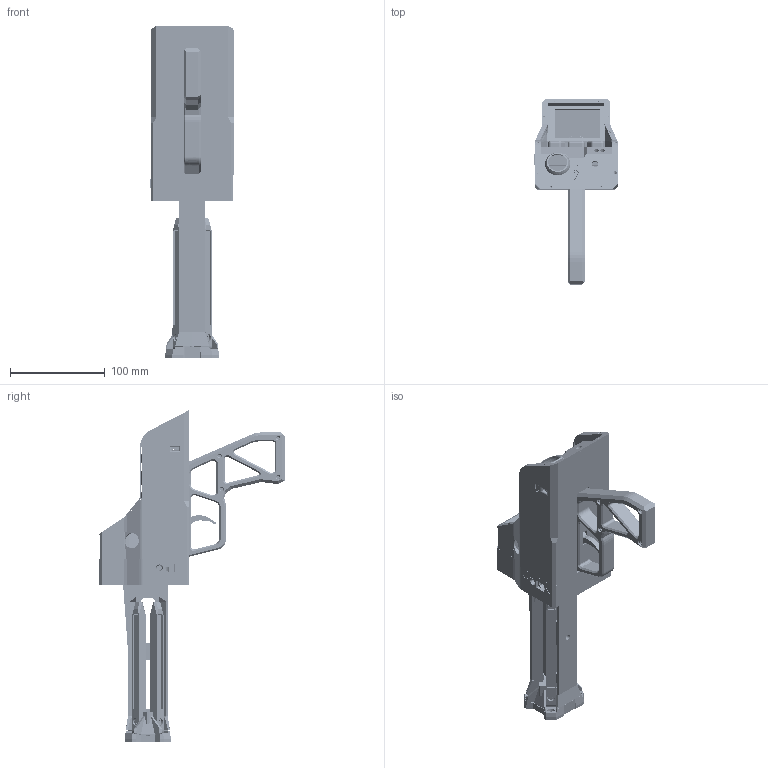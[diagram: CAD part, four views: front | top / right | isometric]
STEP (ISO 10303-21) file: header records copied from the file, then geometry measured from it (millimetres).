
FILE_DESCRIPTION(/* description */ (''),/* implementation_level */ '2;1');
FILE_NAME(/* name */ 'wattson v163.step',/* time_stamp */ '2024-03-13T19:12:12-04:00',/* author */ (''),/* organization */ (''),/* preprocessor_version */ 'ST-DEVELOPER v20',/* originating_system */ 'Autodesk Translation Framework v12.20.1.177',/* authorisation */ '');
FILE_SCHEMA (('AUTOMOTIVE_DESIGN { 1 0 10303 214 3 1 1 }'));
Products named in the file (25): wattson; Main Body; Door; Top Plate; Bolt; Buttons; Top Case; Body Trim; Base Case; Battery; Battery Door; Handle; Trigger; Screw; Pull; Button; Mount; Grip; Shaft; Main Shaft; Outer Shell; Inner Support; Shaft Screw; Clamps; Arms
Assembly tree (24 placements, depth 5):
  wattson
    Main Body
      Door
      Top Plate
        Bolt
        Buttons
        Top Case
      Body Trim
      Base Case
        Battery
          Battery Door
    Handle
      Trigger
        Screw
        Pull
        Button
          Mount
      Grip
    Shaft
      Main Shaft
        Outer Shell
        Inner Support
          Shaft Screw
      Clamps
      Arms
Bounding box: 87.46 x 195 x 349.72 mm (x, y, z)
Volume: 420404.6 mm3; surface area: 324948.5 mm2
Topology: 36 solids, 37 shells, 3692 faces, 10133 edges, 6667 vertices
Faces by surface type: cylinder 1672, plane 1645, bspline 295, cone 62, torus 14, sphere 4
Full cylindrical faces by diameter (mm): 1.623 x110, 1.7 x28, 2.074 x86, 2.075 x113, 2.58 x65, 3 x25, 3.1 x4, 3.2 x4, 3.3 x5, 3.5 x2, 4 x30, 4.2 x7, 4.5 x4, 5 x1, 5.4 x2, 6 x22, 6.2 x4, 6.4 x4, 6.446 x7, 6.696 x6, 6.9 x1, 7 x9, 7.5 x1, 7.616 x5, 7.866 x7, 8 x17, 9 x1, 10 x7, 16.15 x1, 18 x1
Entity records: 197344 total; most frequent: CARTESIAN_POINT 107882, ORIENTED_EDGE 20232, DIRECTION 15548, EDGE_CURVE 10116, VERTEX_POINT 6668, LINE 5656, VECTOR 5656, AXIS2_PLACEMENT_3D 4946
